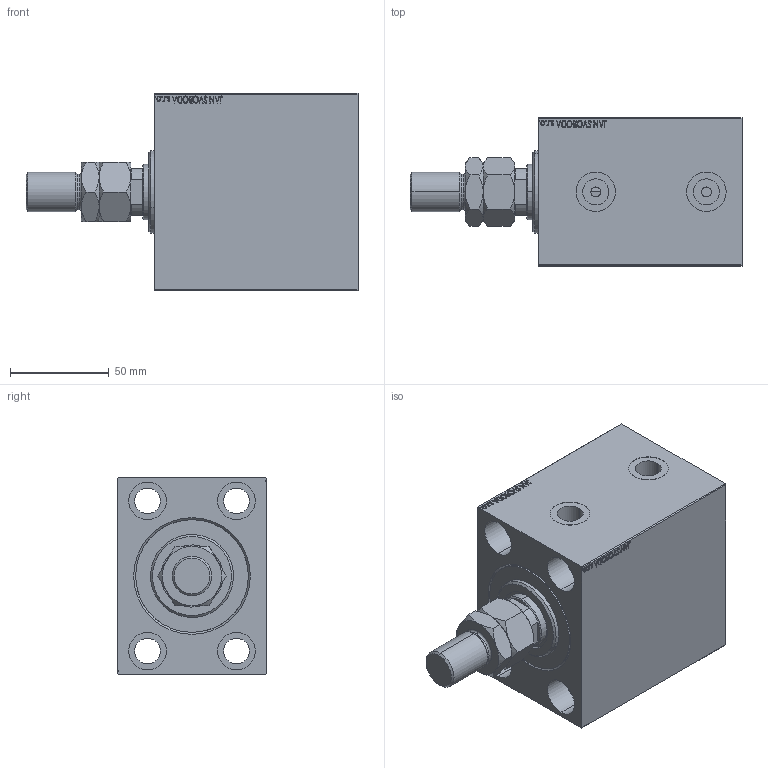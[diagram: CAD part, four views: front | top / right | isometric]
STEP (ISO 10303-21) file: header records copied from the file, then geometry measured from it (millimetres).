
FILE_DESCRIPTION (( 'STEP AP203' ), '1' );
FILE_NAME ('473e.STEP', '2022-04-17T13:40:20', ( '' ), ( '' ), 'SwSTEP 2.0', 'SolidWorks 2019', '' );
FILE_SCHEMA (( 'CONFIG_CONTROL_DESIGN' ));
Length unit declared in the file: millimetre
Products named in the file (5): V450CM_VC_B c93a523b16b88e8268eda43766f9d4e4; MTA c93a523b16b88e8268eda43766f9d4e4; 473e; V450CM_C_Body c93a523b16b88e8268eda43766f9d4e4; V450CM_C_VCP c93a523b16b88e8268eda43766f9d4e4
Assembly tree (4 placements, depth 2):
  473e
    V450CM_C_Body c93a523b16b88e8268eda43766f9d4e4
    V450CM_C_VCP c93a523b16b88e8268eda43766f9d4e4
    V450CM_VC_B c93a523b16b88e8268eda43766f9d4e4
    MTA c93a523b16b88e8268eda43766f9d4e4
Bounding box: 168 x 75 x 100 mm (x, y, z)
Volume: 686445.9 mm3; surface area: 106312.8 mm2
Topology: 4 solids, 4 shells, 915 faces, 2315 edges, 1523 vertices
Faces by surface type: plane 425, bspline 380, cylinder 66, cone 42, torus 2
Entity records: 45660 total; most frequent: CARTESIAN_POINT 25666, ORIENTED_EDGE 4626, DIRECTION 2749, EDGE_CURVE 2313, VERTEX_POINT 1523, VECTOR 1325, LINE 1325, EDGE_LOOP 1044
